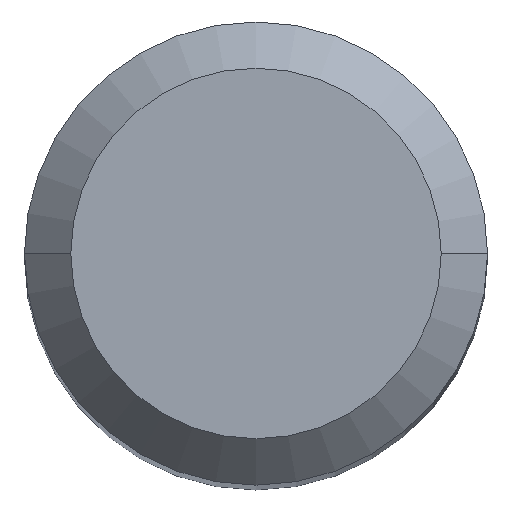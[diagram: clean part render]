
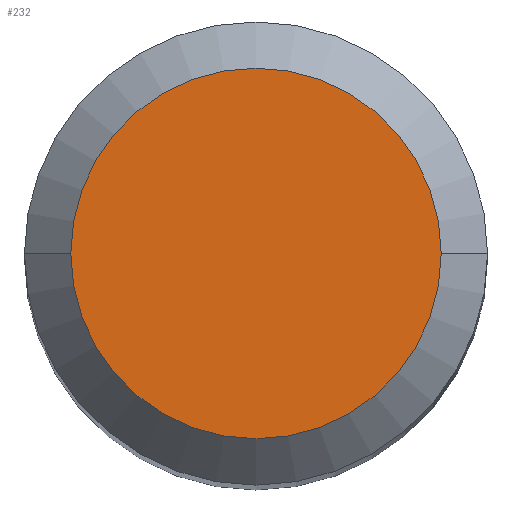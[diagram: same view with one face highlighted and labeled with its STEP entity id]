
A CAD part, top view. The second image highlights one B-rep face of the part: STEP entity #232.
In plain terms, the highlighted planar face has unit normal (0, 0, 1).
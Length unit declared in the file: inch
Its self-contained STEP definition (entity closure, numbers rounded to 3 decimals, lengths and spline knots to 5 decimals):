
#40 = PLANE ( 'NONE',  #376 ) ;
#45 = AXIS2_PLACEMENT_3D ( 'NONE', #272, #114, #87 ) ;
#53 = AXIS2_PLACEMENT_3D ( 'NONE', #203, #443, #101 ) ;
#82 = ORIENTED_EDGE ( 'NONE', *, *, #340, .T. ) ;
#87 = DIRECTION ( 'NONE',  ( 1., 0., 0. ) ) ;
#93 = CARTESIAN_POINT ( 'NONE',  ( -0.09448, 0., 0. ) ) ;
#101 = DIRECTION ( 'NONE',  ( 1., 0., 0. ) ) ;
#114 = DIRECTION ( 'NONE',  ( 0., 0., 1. ) ) ;
#124 = CIRCLE ( 'NONE', #45, 0.09448 ) ;
#169 = CARTESIAN_POINT ( 'NONE',  ( 0.09448, 0., 0. ) ) ;
#183 = FACE_OUTER_BOUND ( 'NONE', #350, .T. ) ;
#203 = CARTESIAN_POINT ( 'NONE',  ( 0., 0., 0. ) ) ;
#232 = ADVANCED_FACE ( 'NONE', ( #183 ), #40, .F. ) ;
#259 = CIRCLE ( 'NONE', #53, 0.09448 ) ;
#260 = DIRECTION ( 'NONE',  ( 0., 0., -1. ) ) ;
#271 = VERTEX_POINT ( 'NONE', #93 ) ;
#272 = CARTESIAN_POINT ( 'NONE',  ( 0., 0., 0. ) ) ;
#300 = ORIENTED_EDGE ( 'NONE', *, *, #477, .T. ) ;
#333 = CARTESIAN_POINT ( 'NONE',  ( 0., 0., 0. ) ) ;
#340 = EDGE_CURVE ( 'NONE', #431, #271, #124, .T. ) ;
#350 = EDGE_LOOP ( 'NONE', ( #300, #82 ) ) ;
#376 = AXIS2_PLACEMENT_3D ( 'NONE', #333, #260, #463 ) ;
#431 = VERTEX_POINT ( 'NONE', #169 ) ;
#443 = DIRECTION ( 'NONE',  ( 0., 0., 1. ) ) ;
#463 = DIRECTION ( 'NONE',  ( -1., 0., 0. ) ) ;
#477 = EDGE_CURVE ( 'NONE', #271, #431, #259, .T. ) ;
